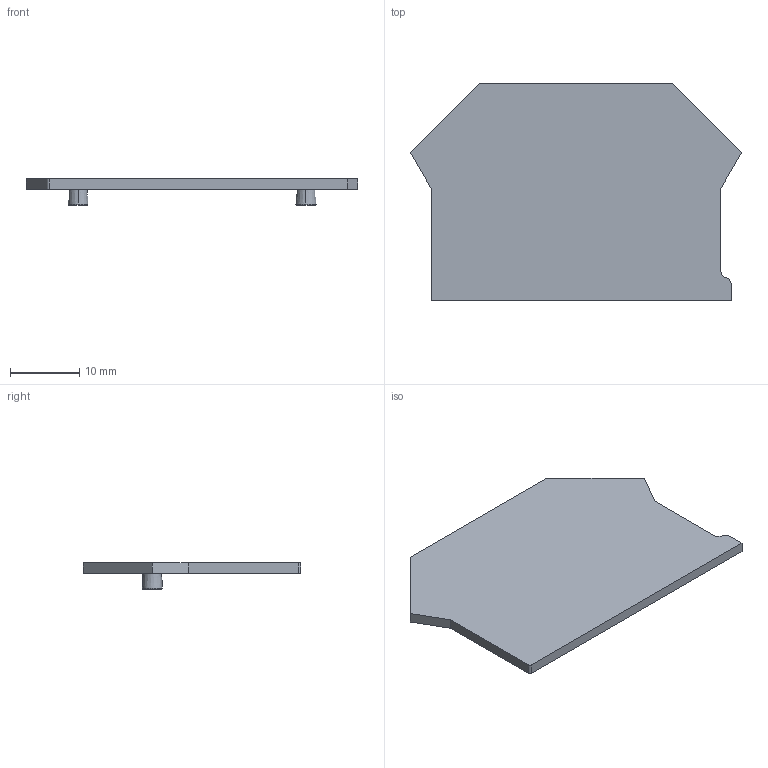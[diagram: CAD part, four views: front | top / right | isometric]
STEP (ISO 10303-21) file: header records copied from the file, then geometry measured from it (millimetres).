
FILE_DESCRIPTION((''),'2;1');
FILE_NAME('RK2540AP_35_STEP','2008-09-22T',('Stollb'),(''),'PRO/ENGINEER BY PARAMETRIC TECHNOLOGY CORPORATION, 2007390','PRO/ENGINEER BY PARAMETRIC TECHNOLOGY CORPORATION, 2007390','');
FILE_SCHEMA(('CONFIG_CONTROL_DESIGN'));
Length unit declared in the file: millimetre
Products named in the file (1): RK2540AP_35_STEP
Bounding box: 48 x 31.5 x 3.8 mm (x, y, z)
Volume: 1971.6 mm3; surface area: 2888.5 mm2
Topology: 1 solids, 1 shells, 43 faces, 95 edges, 58 vertices
Faces by surface type: plane 16, cylinder 11, cone 8, bspline 4, torus 4
Entity records: 1269 total; most frequent: CARTESIAN_POINT 256, DIRECTION 219, ORIENTED_EDGE 190, EDGE_CURVE 95, AXIS2_PLACEMENT_3D 85, VERTEX_POINT 58, VECTOR 49, LINE 49
